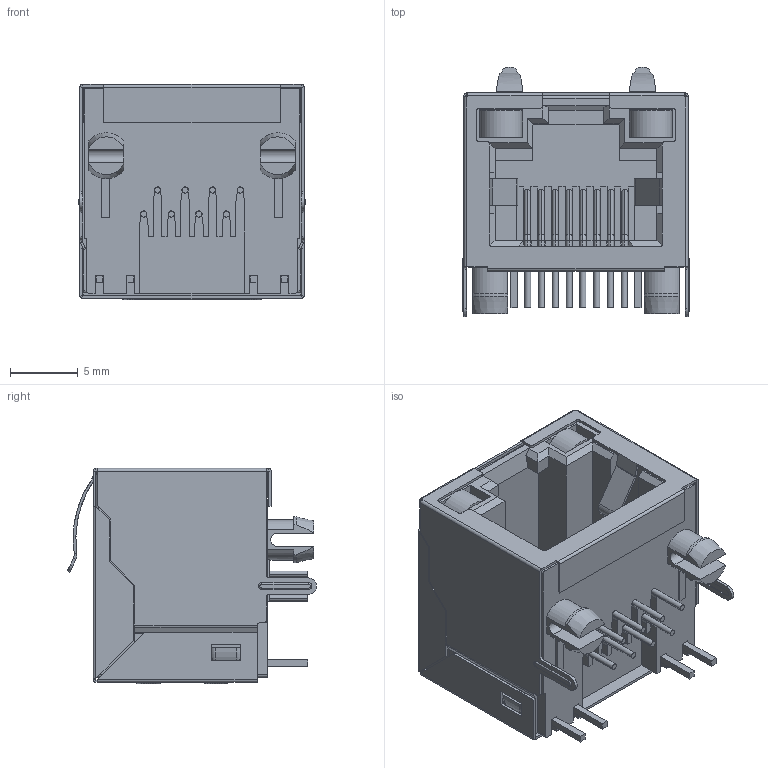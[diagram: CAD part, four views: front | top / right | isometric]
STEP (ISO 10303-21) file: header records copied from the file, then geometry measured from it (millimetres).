
FILE_DESCRIPTION((''),'2;1');
FILE_NAME('DGKYD561188DE1A3DY1027_ASM','2024-08-22T15:24:13',('DGKYD'),(''),'CREO PARAMETRIC BY PTC INC, 2019010','CREO PARAMETRIC BY PTC INC, 2019010','');
FILE_SCHEMA(('CONFIG_CONTROL_DESIGN'));
Length unit declared in the file: millimetre
Products named in the file (21): MSBR-22_1_1; MSBR-21_1_1; MSBR-20_1_1; MSBR-19_1_1; MSBR-18_1_1; MSBR-17_1_1; MSBR-16_1_1; MSBR-15_1_1; MSBR-14_1_1; MSBR-13_1_1; MSBR-12_1_1; MSBR-11_1_1; MSBR-10_1_1; MSBR-9_1_1; MSBR-8_1_1; MSBR-7_1_1; MSBR-6_1_1; MSBR-5_1_1; 56_1X13D00_ASM_1_ASM_1_ASM; 56_1X13D00_ASM_1_ASM; DGKYD561188DE1A3DY1027_ASM
Assembly tree (20 placements, depth 4):
  DGKYD561188DE1A3DY1027_ASM
    56_1X13D00_ASM_1_ASM
      56_1X13D00_ASM_1_ASM_1_ASM
        MSBR-22_1_1
        MSBR-21_1_1
        MSBR-20_1_1
        MSBR-19_1_1
        MSBR-18_1_1
        MSBR-17_1_1
        MSBR-16_1_1
        MSBR-15_1_1
        MSBR-14_1_1
        MSBR-13_1_1
        MSBR-12_1_1
        MSBR-11_1_1
        MSBR-10_1_1
        MSBR-9_1_1
        MSBR-8_1_1
        MSBR-7_1_1
        MSBR-6_1_1
        MSBR-5_1_1
Bounding box: 16.8 x 18.45 x 15.95 mm (x, y, z)
Volume: 1701 mm3; surface area: 5199.9 mm2
Topology: 18 solids, 18 shells, 826 faces, 2154 edges, 1376 vertices
Faces by surface type: plane 549, cylinder 197, torus 48, bspline 26, cone 4, sphere 2
Entity records: 27266 total; most frequent: CARTESIAN_POINT 6281, DIRECTION 4312, ORIENTED_EDGE 4304, EDGE_CURVE 2152, VECTOR 1576, LINE 1576, VERTEX_POINT 1376, AXIS2_PLACEMENT_3D 1368
